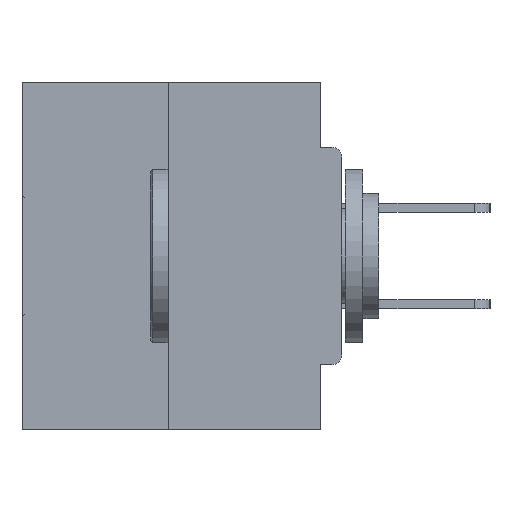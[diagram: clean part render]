
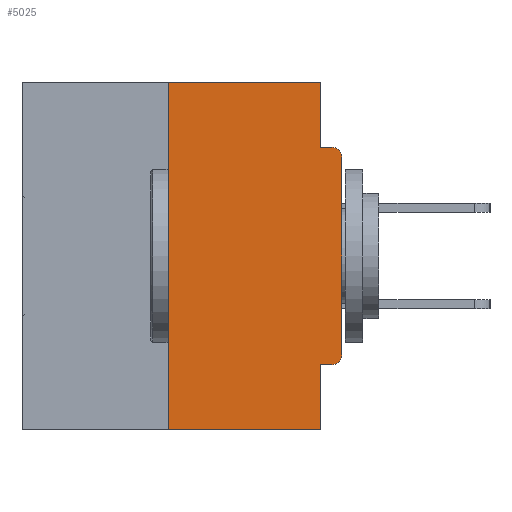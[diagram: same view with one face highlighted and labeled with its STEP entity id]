
A CAD part, left-side view. The second image highlights one B-rep face of the part: STEP entity #5025.
In plain terms, the highlighted planar face has unit normal (-1, 0, 0).
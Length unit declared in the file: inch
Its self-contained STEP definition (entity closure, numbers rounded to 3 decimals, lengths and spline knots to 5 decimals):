
#970 = VECTOR ( 'NONE', #31132, 39.37008 ) ;
#1029 = VERTEX_POINT ( 'NONE', #12885 ) ;
#2430 = VECTOR ( 'NONE', #24796, 39.37008 ) ;
#3152 = CARTESIAN_POINT ( 'NONE',  ( 0., 0.46, -0.5 ) ) ;
#3233 = DIRECTION ( 'NONE',  ( 0., 0., -1. ) ) ;
#3279 = ORIENTED_EDGE ( 'NONE', *, *, #20651, .F. ) ;
#3713 = ORIENTED_EDGE ( 'NONE', *, *, #17969, .T. ) ;
#5025 = ADVANCED_FACE ( 'NONE', ( #22367 ), #35479, .F. ) ;
#5727 = DIRECTION ( 'NONE',  ( 0., 1., 0. ) ) ;
#6309 = LINE ( 'NONE', #9140, #970 ) ;
#6337 = DIRECTION ( 'NONE',  ( 0., 0., -1. ) ) ;
#6544 = CARTESIAN_POINT ( 'NONE',  ( 0., 0.031, -0.5 ) ) ;
#6571 = VERTEX_POINT ( 'NONE', #10390 ) ;
#7543 = AXIS2_PLACEMENT_3D ( 'NONE', #26112, #16765, #14236 ) ;
#7920 = VECTOR ( 'NONE', #21004, 39.37008 ) ;
#8185 = CARTESIAN_POINT ( 'NONE',  ( 0., 0.015, -0.4065 ) ) ;
#8640 = CARTESIAN_POINT ( 'NONE',  ( 0., 0.031, 0. ) ) ;
#9140 = CARTESIAN_POINT ( 'NONE',  ( 0., 0., 0. ) ) ;
#9358 = CARTESIAN_POINT ( 'NONE',  ( 0., 0.015, -0.1085 ) ) ;
#9985 = ORIENTED_EDGE ( 'NONE', *, *, #19871, .T. ) ;
#10066 = EDGE_CURVE ( 'NONE', #1029, #6571, #37747, .T. ) ;
#10390 = CARTESIAN_POINT ( 'NONE',  ( 0., 0.015, -0.0935 ) ) ;
#10876 = CARTESIAN_POINT ( 'NONE',  ( 0., 0.031, 0. ) ) ;
#11054 = CARTESIAN_POINT ( 'NONE',  ( 0., 0., -0.0935 ) ) ;
#12409 = ORIENTED_EDGE ( 'NONE', *, *, #25892, .T. ) ;
#12494 = EDGE_CURVE ( 'NONE', #17890, #37570, #21254, .T. ) ;
#12885 = CARTESIAN_POINT ( 'NONE',  ( 0., 0.031, -0.0935 ) ) ;
#13533 = VERTEX_POINT ( 'NONE', #10876 ) ;
#14236 = DIRECTION ( 'NONE',  ( 0., 0., -1. ) ) ;
#15046 = LINE ( 'NONE', #3152, #20485 ) ;
#15291 = DIRECTION ( 'NONE',  ( 0., 0., -1. ) ) ;
#15738 = CIRCLE ( 'NONE', #28127, 0.015 ) ;
#16765 = DIRECTION ( 'NONE',  ( 1., 0., 0. ) ) ;
#17122 = LINE ( 'NONE', #8640, #28470 ) ;
#17255 = EDGE_CURVE ( 'NONE', #18816, #13533, #38459, .T. ) ;
#17890 = VERTEX_POINT ( 'NONE', #8185 ) ;
#17969 = EDGE_CURVE ( 'NONE', #17890, #37633, #15738, .T. ) ;
#18012 = AXIS2_PLACEMENT_3D ( 'NONE', #9358, #28605, #3233 ) ;
#18047 = CARTESIAN_POINT ( 'NONE',  ( 0., 0.015, -0.3915 ) ) ;
#18548 = ORIENTED_EDGE ( 'NONE', *, *, #18898, .F. ) ;
#18816 = VERTEX_POINT ( 'NONE', #33888 ) ;
#18898 = EDGE_CURVE ( 'NONE', #30914, #18816, #33853, .T. ) ;
#19109 = EDGE_CURVE ( 'NONE', #13533, #1029, #17122, .T. ) ;
#19367 = VECTOR ( 'NONE', #5727, 39.37008 ) ;
#19842 = ORIENTED_EDGE ( 'NONE', *, *, #12494, .F. ) ;
#19871 = EDGE_CURVE ( 'NONE', #30914, #33292, #15046, .T. ) ;
#20245 = ORIENTED_EDGE ( 'NONE', *, *, #19109, .F. ) ;
#20485 = VECTOR ( 'NONE', #39162, 39.37008 ) ;
#20651 = EDGE_CURVE ( 'NONE', #37570, #33292, #39661, .T. ) ;
#21004 = DIRECTION ( 'NONE',  ( 0., -1., 0. ) ) ;
#21218 = CARTESIAN_POINT ( 'NONE',  ( 0., 0., -0.4065 ) ) ;
#21254 = LINE ( 'NONE', #21218, #19367 ) ;
#21621 = DIRECTION ( 'NONE',  ( -1., 0., 0. ) ) ;
#22367 = FACE_OUTER_BOUND ( 'NONE', #32866, .T. ) ;
#24493 = CIRCLE ( 'NONE', #18012, 0.015 ) ;
#24641 = CARTESIAN_POINT ( 'NONE',  ( 0., 0., -0.1085 ) ) ;
#24796 = DIRECTION ( 'NONE',  ( 0., 0., 1. ) ) ;
#25135 = CARTESIAN_POINT ( 'NONE',  ( 0., 0.031, -0.5 ) ) ;
#25433 = VECTOR ( 'NONE', #33354, 39.37008 ) ;
#25892 = EDGE_CURVE ( 'NONE', #37633, #36373, #6309, .T. ) ;
#26112 = CARTESIAN_POINT ( 'NONE',  ( 0., 0.46, 0. ) ) ;
#28127 = AXIS2_PLACEMENT_3D ( 'NONE', #18047, #21621, #15291 ) ;
#28470 = VECTOR ( 'NONE', #33931, 39.37008 ) ;
#28565 = CARTESIAN_POINT ( 'NONE',  ( 0., 0.25, -0.5 ) ) ;
#28605 = DIRECTION ( 'NONE',  ( -1., 0., 0. ) ) ;
#30820 = VECTOR ( 'NONE', #6337, 39.37008 ) ;
#30914 = VERTEX_POINT ( 'NONE', #28565 ) ;
#31132 = DIRECTION ( 'NONE',  ( 0., 0., 1. ) ) ;
#32866 = EDGE_LOOP ( 'NONE', ( #35085, #18548, #9985, #3279, #19842, #3713, #12409, #32963, #38502, #20245 ) ) ;
#32873 = CARTESIAN_POINT ( 'NONE',  ( 0., 0., -0.3915 ) ) ;
#32963 = ORIENTED_EDGE ( 'NONE', *, *, #39723, .T. ) ;
#33292 = VERTEX_POINT ( 'NONE', #6544 ) ;
#33354 = DIRECTION ( 'NONE',  ( 0., -1., 0. ) ) ;
#33853 = LINE ( 'NONE', #37335, #2430 ) ;
#33888 = CARTESIAN_POINT ( 'NONE',  ( 0., 0.25, 0. ) ) ;
#33931 = DIRECTION ( 'NONE',  ( 0., 0., -1. ) ) ;
#33940 = CARTESIAN_POINT ( 'NONE',  ( 0., 0.46, 0. ) ) ;
#35085 = ORIENTED_EDGE ( 'NONE', *, *, #17255, .F. ) ;
#35479 = PLANE ( 'NONE',  #7543 ) ;
#36373 = VERTEX_POINT ( 'NONE', #24641 ) ;
#37335 = CARTESIAN_POINT ( 'NONE',  ( 0., 0.25, 0. ) ) ;
#37570 = VERTEX_POINT ( 'NONE', #39458 ) ;
#37633 = VERTEX_POINT ( 'NONE', #32873 ) ;
#37747 = LINE ( 'NONE', #11054, #25433 ) ;
#38459 = LINE ( 'NONE', #33940, #7920 ) ;
#38502 = ORIENTED_EDGE ( 'NONE', *, *, #10066, .F. ) ;
#39162 = DIRECTION ( 'NONE',  ( 0., -1., 0. ) ) ;
#39458 = CARTESIAN_POINT ( 'NONE',  ( 0., 0.031, -0.4065 ) ) ;
#39661 = LINE ( 'NONE', #25135, #30820 ) ;
#39723 = EDGE_CURVE ( 'NONE', #36373, #6571, #24493, .T. ) ;
